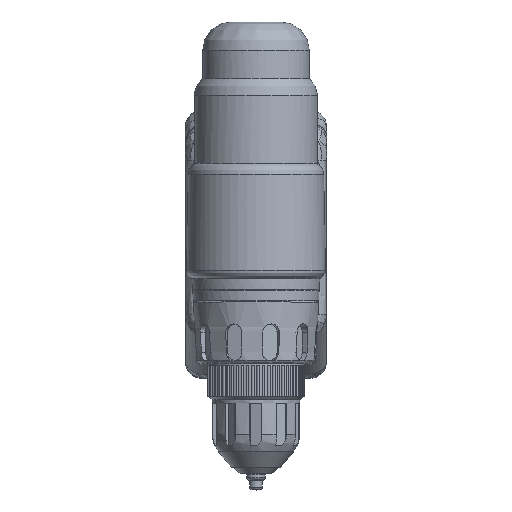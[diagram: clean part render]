
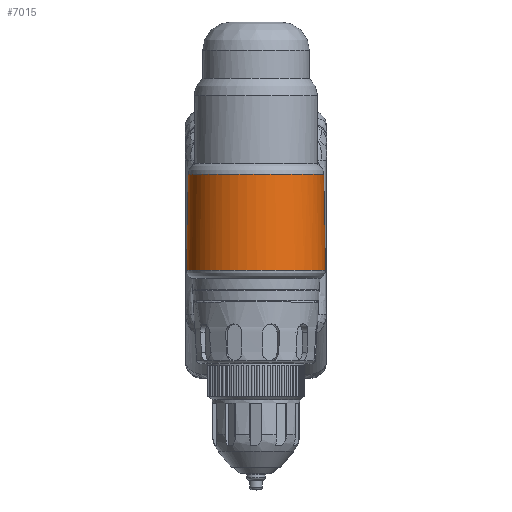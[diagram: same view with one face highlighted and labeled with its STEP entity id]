
A CAD part, top view. The second image highlights one B-rep face of the part: STEP entity #7015.
In plain terms, the highlighted free-form (B-spline) face has degree [2, 1] with [9, 2] control points.
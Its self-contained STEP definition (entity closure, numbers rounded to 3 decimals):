
#6951 = EDGE_CURVE('',#6952,#6954,#6956,.T.);
#6952 = VERTEX_POINT('',#6953);
#6953 = CARTESIAN_POINT('',(2.071,-0.417,
    5.278));
#6954 = VERTEX_POINT('',#6955);
#6955 = CARTESIAN_POINT('',(0.,-0.417,
    3.207));
#6956 = ( BOUNDED_CURVE() B_SPLINE_CURVE(2,(#6957,#6958,#6959,#6960,
#6961),.UNSPECIFIED.,.F.,.F.) B_SPLINE_CURVE_WITH_KNOTS((3,2,3),(
    3.142,5.498,7.854),
.PIECEWISE_BEZIER_KNOTS.) CURVE() GEOMETRIC_REPRESENTATION_ITEM() 
RATIONAL_B_SPLINE_CURVE((1.,0.383,1.,0.383,1.)) 
REPRESENTATION_ITEM('') );
#6957 = CARTESIAN_POINT('',(2.071,-0.417,
    5.278));
#6958 = CARTESIAN_POINT('',(2.071,-0.417,
    10.277));
#6959 = CARTESIAN_POINT('',(-1.464,-0.417,
    6.742));
#6960 = CARTESIAN_POINT('',(-4.999,-0.417,
    3.207));
#6961 = CARTESIAN_POINT('',(0.,-0.417,
    3.207));
#6982 = EDGE_CURVE('',#6954,#6952,#6983,.T.);
#6983 = ( BOUNDED_CURVE() B_SPLINE_CURVE(2,(#6984,#6985,#6986),
.UNSPECIFIED.,.F.,.F.) B_SPLINE_CURVE_WITH_KNOTS((3,3),(1.571,
3.142),.PIECEWISE_BEZIER_KNOTS.) CURVE() 
GEOMETRIC_REPRESENTATION_ITEM() RATIONAL_B_SPLINE_CURVE((1.,
0.707,1.)) REPRESENTATION_ITEM('') );
#6984 = CARTESIAN_POINT('',(0.,-0.417,
    3.207));
#6985 = CARTESIAN_POINT('',(2.071,-0.417,
    3.207));
#6986 = CARTESIAN_POINT('',(2.071,-0.417,
    5.278));
#7015 = ADVANCED_FACE('',(#7016),#7044,.T.);
#7016 = FACE_BOUND('',#7017,.T.);
#7017 = EDGE_LOOP('',(#7018,#7028,#7033,#7034,#7035,#7036));
#7018 = ORIENTED_EDGE('',*,*,#7019,.F.);
#7019 = EDGE_CURVE('',#7020,#7022,#7024,.T.);
#7020 = VERTEX_POINT('',#7021);
#7021 = CARTESIAN_POINT('',(2.021,2.449,5.278
    ));
#7022 = VERTEX_POINT('',#7023);
#7023 = CARTESIAN_POINT('',(0.,2.449,
    3.257));
#7024 = ( BOUNDED_CURVE() B_SPLINE_CURVE(2,(#7025,#7026,#7027),
.UNSPECIFIED.,.F.,.F.) B_SPLINE_CURVE_WITH_KNOTS((3,3),(3.142,
4.712),.PIECEWISE_BEZIER_KNOTS.) CURVE() 
GEOMETRIC_REPRESENTATION_ITEM() RATIONAL_B_SPLINE_CURVE((1.,
0.707,1.)) REPRESENTATION_ITEM('') );
#7025 = CARTESIAN_POINT('',(2.021,2.449,5.278
    ));
#7026 = CARTESIAN_POINT('',(2.021,2.449,3.257
    ));
#7027 = CARTESIAN_POINT('',(0.,2.449,
    3.257));
#7028 = ORIENTED_EDGE('',*,*,#7029,.T.);
#7029 = EDGE_CURVE('',#7020,#6952,#7030,.T.);
#7030 = B_SPLINE_CURVE_WITH_KNOTS('',1,(#7031,#7032),.UNSPECIFIED.,.F.,
  .F.,(2,2),(-3.708,-0.305),.PIECEWISE_BEZIER_KNOTS.);
#7031 = CARTESIAN_POINT('',(2.021,2.449,5.278
    ));
#7032 = CARTESIAN_POINT('',(2.071,-0.417,
    5.278));
#7033 = ORIENTED_EDGE('',*,*,#6982,.F.);
#7034 = ORIENTED_EDGE('',*,*,#6951,.F.);
#7035 = ORIENTED_EDGE('',*,*,#7029,.F.);
#7036 = ORIENTED_EDGE('',*,*,#7037,.F.);
#7037 = EDGE_CURVE('',#7022,#7020,#7038,.T.);
#7038 = ( BOUNDED_CURVE() B_SPLINE_CURVE(2,(#7039,#7040,#7041,#7042,
#7043),.UNSPECIFIED.,.F.,.F.) B_SPLINE_CURVE_WITH_KNOTS((3,2,3),(
    4.712,7.069,9.425),
.PIECEWISE_BEZIER_KNOTS.) CURVE() GEOMETRIC_REPRESENTATION_ITEM() 
RATIONAL_B_SPLINE_CURVE((1.,0.383,1.,0.383,1.)) 
REPRESENTATION_ITEM('') );
#7039 = CARTESIAN_POINT('',(0.,2.449,
    3.257));
#7040 = CARTESIAN_POINT('',(-4.878,2.449,
    3.257));
#7041 = CARTESIAN_POINT('',(-1.429,2.449,
    6.707));
#7042 = CARTESIAN_POINT('',(2.021,2.449,
    10.156));
#7043 = CARTESIAN_POINT('',(2.021,2.449,5.278
    ));
#7044 = ( BOUNDED_SURFACE() B_SPLINE_SURFACE(2,1,(
    (#7045,#7046)
    ,(#7047,#7048)
    ,(#7049,#7050)
    ,(#7051,#7052)
    ,(#7053,#7054)
    ,(#7055,#7056)
    ,(#7057,#7058)
    ,(#7059,#7060)
    ,(#7061,#7062
)),.UNSPECIFIED.,.T.,.F.,.F.) B_SPLINE_SURFACE_WITH_KNOTS((3,2,2,2,3),(2
    ,2),(-3.142,-2.094,0.,2.094,3.142)
  ,(-3.708,-0.305),.UNSPECIFIED.) 
GEOMETRIC_REPRESENTATION_ITEM() RATIONAL_B_SPLINE_SURFACE((
    (0.75,0.75)
    ,(0.75,0.75)
    ,(1.,1.)
    ,(0.5,0.5)
    ,(1.,1.)
    ,(0.5,0.5)
    ,(1.,1.)
    ,(0.75,0.75)
,(0.75,0.75))) REPRESENTATION_ITEM('') SURFACE() );
#7045 = CARTESIAN_POINT('',(2.021,2.449,5.278
    ));
#7046 = CARTESIAN_POINT('',(2.071,-0.417,
    5.278));
#7047 = CARTESIAN_POINT('',(2.021,2.449,6.444
    ));
#7048 = CARTESIAN_POINT('',(2.071,-0.417,
    6.473));
#7049 = CARTESIAN_POINT('',(1.01,2.449,7.028)
  );
#7050 = CARTESIAN_POINT('',(1.035,-0.417,
    7.071));
#7051 = CARTESIAN_POINT('',(-2.021,2.449,
    8.778));
#7052 = CARTESIAN_POINT('',(-2.071,-0.417,
    8.864));
#7053 = CARTESIAN_POINT('',(-2.021,2.449,
    5.278));
#7054 = CARTESIAN_POINT('',(-2.071,-0.417,
    5.278));
#7055 = CARTESIAN_POINT('',(-2.021,2.449,
    1.778));
#7056 = CARTESIAN_POINT('',(-2.071,-0.417,
    1.691));
#7057 = CARTESIAN_POINT('',(1.01,2.449,3.528
    ));
#7058 = CARTESIAN_POINT('',(1.035,-0.417,
    3.484));
#7059 = CARTESIAN_POINT('',(2.021,2.449,4.111
    ));
#7060 = CARTESIAN_POINT('',(2.071,-0.417,
    4.082));
#7061 = CARTESIAN_POINT('',(2.021,2.449,5.278
    ));
#7062 = CARTESIAN_POINT('',(2.071,-0.417,
    5.278));
